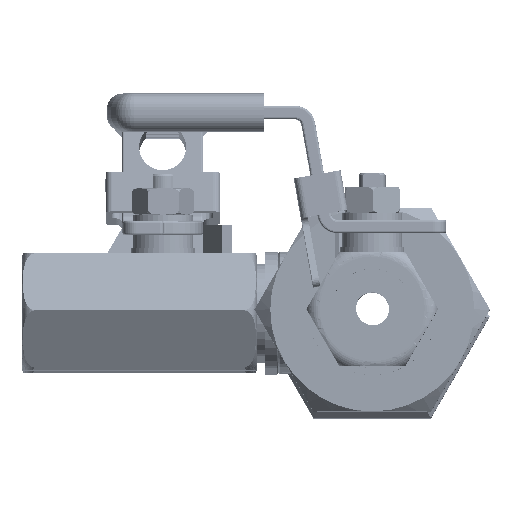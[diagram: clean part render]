
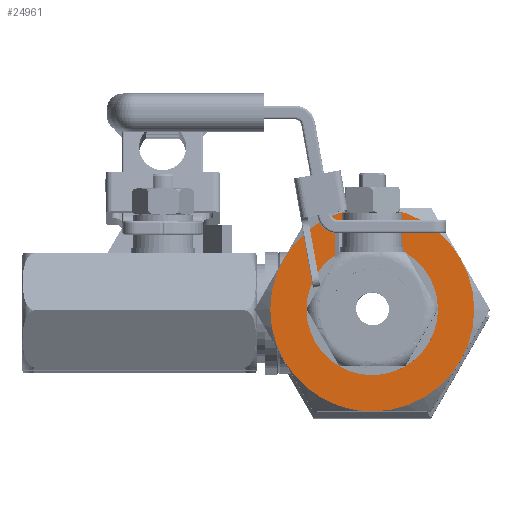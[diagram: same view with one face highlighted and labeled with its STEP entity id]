
A CAD part, top view. The second image highlights one B-rep face of the part: STEP entity #24961.
In plain terms, the highlighted planar face has unit normal (0, 0, 1).
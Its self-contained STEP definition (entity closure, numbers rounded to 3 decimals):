
#370 = DIRECTION ( 'NONE',  ( 1., 0., 0. ) ) ;
#1049 = DIRECTION ( 'NONE',  ( 1., 0., 0. ) ) ;
#1713 = EDGE_CURVE ( 'NONE', #44349, #26329, #20701, .T. ) ;
#2096 = AXIS2_PLACEMENT_3D ( 'NONE', #28564, #4047, #31820 ) ;
#2116 = DIRECTION ( 'NONE',  ( 0., 0., 1. ) ) ;
#2319 = ORIENTED_EDGE ( 'NONE', *, *, #14232, .T. ) ;
#2437 = ORIENTED_EDGE ( 'NONE', *, *, #28098, .F. ) ;
#4047 = DIRECTION ( 'NONE',  ( 0., 0., 1. ) ) ;
#4692 = DIRECTION ( 'NONE',  ( 0., 0., 1. ) ) ;
#5461 = CARTESIAN_POINT ( 'NONE',  ( 13.164, -7.6, 23.5 ) ) ;
#5777 = CIRCLE ( 'NONE', #31615, 15.2 ) ;
#6165 = ORIENTED_EDGE ( 'NONE', *, *, #43695, .T. ) ;
#6432 = DIRECTION ( 'NONE',  ( 0., 0., 1. ) ) ;
#6611 = AXIS2_PLACEMENT_3D ( 'NONE', #23244, #35855, #47480 ) ;
#7711 = EDGE_CURVE ( 'NONE', #16242, #27440, #31952, .T. ) ;
#7979 = DIRECTION ( 'NONE',  ( 0., 0., 1. ) ) ;
#8709 = AXIS2_PLACEMENT_3D ( 'NONE', #8986, #4692, #370 ) ;
#8986 = CARTESIAN_POINT ( 'NONE',  ( 0., 0., 23.5 ) ) ;
#9834 = VERTEX_POINT ( 'NONE', #22363 ) ;
#12013 = ORIENTED_EDGE ( 'NONE', *, *, #23313, .T. ) ;
#14082 = AXIS2_PLACEMENT_3D ( 'NONE', #37968, #2116, #1049 ) ;
#14232 = EDGE_CURVE ( 'NONE', #27440, #32721, #15764, .T. ) ;
#14492 = EDGE_CURVE ( 'NONE', #40079, #9834, #28667, .T. ) ;
#14799 = DIRECTION ( 'NONE',  ( 1., 0., 0. ) ) ;
#15244 = CIRCLE ( 'NONE', #6611, 15.2 ) ;
#15520 = EDGE_CURVE ( 'NONE', #42154, #9834, #27909, .T. ) ;
#15764 = CIRCLE ( 'NONE', #14082, 15.2 ) ;
#16242 = VERTEX_POINT ( 'NONE', #25471 ) ;
#16419 = CARTESIAN_POINT ( 'NONE',  ( 0., 0., 23.5 ) ) ;
#16950 = FACE_BOUND ( 'NONE', #32444, .T. ) ;
#17224 = FACE_OUTER_BOUND ( 'NONE', #36300, .T. ) ;
#19015 = AXIS2_PLACEMENT_3D ( 'NONE', #21271, #37145, #41749 ) ;
#19617 = ORIENTED_EDGE ( 'NONE', *, *, #1713, .F. ) ;
#19995 = CARTESIAN_POINT ( 'NONE',  ( 0., -15.2, 23.5 ) ) ;
#20412 = DIRECTION ( 'NONE',  ( 1., 0., 0. ) ) ;
#20657 = DIRECTION ( 'NONE',  ( 1., 0., 0. ) ) ;
#20701 = CIRCLE ( 'NONE', #19015, 9.8 ) ;
#21271 = CARTESIAN_POINT ( 'NONE',  ( 0., 0., 23.5 ) ) ;
#22363 = CARTESIAN_POINT ( 'NONE',  ( 0., 15.2, 23.5 ) ) ;
#23217 = CARTESIAN_POINT ( 'NONE',  ( 13.164, 7.6, 23.5 ) ) ;
#23244 = CARTESIAN_POINT ( 'NONE',  ( 0., 0., 23.5 ) ) ;
#23313 = EDGE_CURVE ( 'NONE', #32721, #42154, #15244, .T. ) ;
#24961 = ADVANCED_FACE ( 'NONE', ( #16950, #17224 ), #28788, .T. ) ;
#25471 = CARTESIAN_POINT ( 'NONE',  ( -13.164, -7.6, 23.5 ) ) ;
#26174 = ORIENTED_EDGE ( 'NONE', *, *, #42714, .T. ) ;
#26329 = VERTEX_POINT ( 'NONE', #28934 ) ;
#27440 = VERTEX_POINT ( 'NONE', #19995 ) ;
#27909 = CIRCLE ( 'NONE', #2096, 15.2 ) ;
#28098 = EDGE_CURVE ( 'NONE', #26329, #44349, #47046, .T. ) ;
#28564 = CARTESIAN_POINT ( 'NONE',  ( 0., 0., 23.5 ) ) ;
#28667 = CIRCLE ( 'NONE', #42461, 15.2 ) ;
#28788 = PLANE ( 'NONE',  #49917 ) ;
#28934 = CARTESIAN_POINT ( 'NONE',  ( -9.8, 0., 23.5 ) ) ;
#29290 = DIRECTION ( 'NONE',  ( 0., 0., 1. ) ) ;
#29823 = DIRECTION ( 'NONE',  ( -1., 0., 0. ) ) ;
#31615 = AXIS2_PLACEMENT_3D ( 'NONE', #44915, #7979, #20657 ) ;
#31715 = CARTESIAN_POINT ( 'NONE',  ( 9.8, 0., 23.5 ) ) ;
#31820 = DIRECTION ( 'NONE',  ( 1., 0., 0. ) ) ;
#31952 = CIRCLE ( 'NONE', #8709, 15.2 ) ;
#32444 = EDGE_LOOP ( 'NONE', ( #2437, #19617 ) ) ;
#32721 = VERTEX_POINT ( 'NONE', #5461 ) ;
#34659 = DIRECTION ( 'NONE',  ( 0., 0., -1. ) ) ;
#35855 = DIRECTION ( 'NONE',  ( 0., 0., 1. ) ) ;
#36300 = EDGE_LOOP ( 'NONE', ( #12013, #51481, #41903, #26174, #6165, #50152, #2319 ) ) ;
#36667 = AXIS2_PLACEMENT_3D ( 'NONE', #51707, #6432, #14799 ) ;
#37145 = DIRECTION ( 'NONE',  ( 0., 0., 1. ) ) ;
#37943 = CARTESIAN_POINT ( 'NONE',  ( -13.164, 7.6, 23.5 ) ) ;
#37968 = CARTESIAN_POINT ( 'NONE',  ( 0., 0., 23.5 ) ) ;
#40079 = VERTEX_POINT ( 'NONE', #37943 ) ;
#40688 = VERTEX_POINT ( 'NONE', #51326 ) ;
#41749 = DIRECTION ( 'NONE',  ( 1., 0., 0. ) ) ;
#41903 = ORIENTED_EDGE ( 'NONE', *, *, #14492, .F. ) ;
#42154 = VERTEX_POINT ( 'NONE', #23217 ) ;
#42461 = AXIS2_PLACEMENT_3D ( 'NONE', #50028, #34659, #29823 ) ;
#42714 = EDGE_CURVE ( 'NONE', #40079, #40688, #44472, .T. ) ;
#43695 = EDGE_CURVE ( 'NONE', #40688, #16242, #5777, .T. ) ;
#44349 = VERTEX_POINT ( 'NONE', #31715 ) ;
#44472 = CIRCLE ( 'NONE', #46207, 15.2 ) ;
#44915 = CARTESIAN_POINT ( 'NONE',  ( 0., 0., 23.5 ) ) ;
#45203 = CARTESIAN_POINT ( 'NONE',  ( 0., 0., 23.5 ) ) ;
#46207 = AXIS2_PLACEMENT_3D ( 'NONE', #45203, #29290, #20412 ) ;
#47046 = CIRCLE ( 'NONE', #36667, 9.8 ) ;
#47480 = DIRECTION ( 'NONE',  ( 1., 0., 0. ) ) ;
#49528 = DIRECTION ( 'NONE',  ( 0., 0., 1. ) ) ;
#49917 = AXIS2_PLACEMENT_3D ( 'NONE', #16419, #49528, #50065 ) ;
#50028 = CARTESIAN_POINT ( 'NONE',  ( 0., 0., 23.5 ) ) ;
#50065 = DIRECTION ( 'NONE',  ( 1., 0., 0. ) ) ;
#50152 = ORIENTED_EDGE ( 'NONE', *, *, #7711, .T. ) ;
#51326 = CARTESIAN_POINT ( 'NONE',  ( -15.2, 0., 23.5 ) ) ;
#51481 = ORIENTED_EDGE ( 'NONE', *, *, #15520, .T. ) ;
#51707 = CARTESIAN_POINT ( 'NONE',  ( 0., 0., 23.5 ) ) ;
